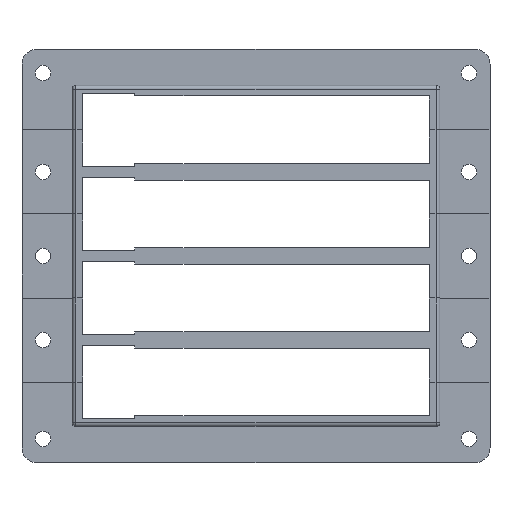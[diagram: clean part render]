
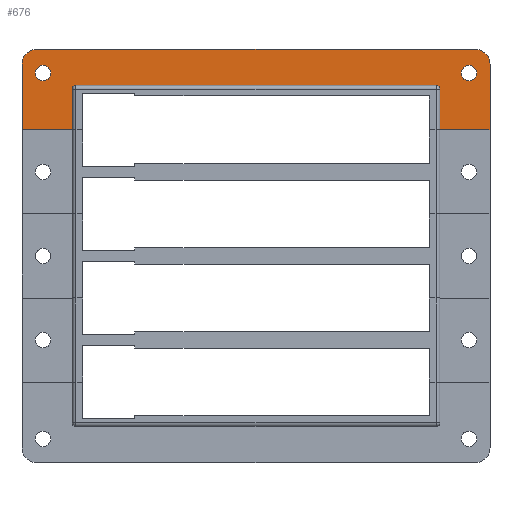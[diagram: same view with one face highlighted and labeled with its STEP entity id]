
A CAD part, top view. The second image highlights one B-rep face of the part: STEP entity #676.
In plain terms, the highlighted planar face has unit normal (0, 0, 1).
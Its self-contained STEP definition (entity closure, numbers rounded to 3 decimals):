
#103=(
BOUNDED_CURVE()
B_SPLINE_CURVE(3,(#9704,#9705,#9706,#9707),.UNSPECIFIED.,.F.,.F.)
B_SPLINE_CURVE_WITH_KNOTS((4,4),(0.,1.),.UNSPECIFIED.)
CURVE()
GEOMETRIC_REPRESENTATION_ITEM()
RATIONAL_B_SPLINE_CURVE((1.,0.805,0.805,1.))
REPRESENTATION_ITEM('')
);
#104=(
BOUNDED_CURVE()
B_SPLINE_CURVE(3,(#9717,#9718,#9719,#9720),.UNSPECIFIED.,.F.,.F.)
B_SPLINE_CURVE_WITH_KNOTS((4,4),(0.,1.),.UNSPECIFIED.)
CURVE()
GEOMETRIC_REPRESENTATION_ITEM()
RATIONAL_B_SPLINE_CURVE((1.,0.805,0.805,1.))
REPRESENTATION_ITEM('')
);
#266=FACE_BOUND('',#1646,.T.);
#267=FACE_BOUND('',#1647,.T.);
#268=FACE_BOUND('',#1648,.T.);
#415=CIRCLE('',#6807,4.25);
#417=CIRCLE('',#6810,4.25);
#432=CIRCLE('',#6877,8.);
#434=CIRCLE('',#6881,8.);
#441=CIRCLE('',#6898,4.25);
#443=CIRCLE('',#6901,4.25);
#676=ADVANCED_FACE('',(#266,#267,#268),#1005,.T.);
#1005=PLANE('',#6914);
#1646=EDGE_LOOP('',(#2570,#2571,#2572,#2573,#2574,#2575,#2576,#2577,#2578,
#2579,#2580,#2581));
#1647=EDGE_LOOP('',(#2582,#2583));
#1648=EDGE_LOOP('',(#2584,#2585));
#2570=ORIENTED_EDGE('',*,*,#4491,.T.);
#2571=ORIENTED_EDGE('',*,*,#4702,.F.);
#2572=ORIENTED_EDGE('',*,*,#4660,.T.);
#2573=ORIENTED_EDGE('',*,*,#4657,.T.);
#2574=ORIENTED_EDGE('',*,*,#4654,.T.);
#2575=ORIENTED_EDGE('',*,*,#4697,.T.);
#2576=ORIENTED_EDGE('',*,*,#4703,.T.);
#2577=ORIENTED_EDGE('',*,*,#4688,.T.);
#2578=ORIENTED_EDGE('',*,*,#4678,.T.);
#2579=ORIENTED_EDGE('',*,*,#4681,.T.);
#2580=ORIENTED_EDGE('',*,*,#4683,.T.);
#2581=ORIENTED_EDGE('',*,*,#4704,.T.);
#2582=ORIENTED_EDGE('',*,*,#4686,.T.);
#2583=ORIENTED_EDGE('',*,*,#4522,.T.);
#2584=ORIENTED_EDGE('',*,*,#4684,.T.);
#2585=ORIENTED_EDGE('',*,*,#4526,.T.);
#3845=VERTEX_POINT('',#9308);
#3846=VERTEX_POINT('',#9310);
#3874=VERTEX_POINT('',#9374);
#3875=VERTEX_POINT('',#9375);
#3878=VERTEX_POINT('',#9383);
#3879=VERTEX_POINT('',#9384);
#3965=VERTEX_POINT('',#9649);
#3966=VERTEX_POINT('',#9651);
#3968=VERTEX_POINT('',#9657);
#3970=VERTEX_POINT('',#9663);
#3980=VERTEX_POINT('',#9703);
#3981=VERTEX_POINT('',#9708);
#3982=VERTEX_POINT('',#9712);
#3983=VERTEX_POINT('',#9716);
#3984=VERTEX_POINT('',#9729);
#3989=VERTEX_POINT('',#9745);
#4491=EDGE_CURVE('',#3846,#3845,#5365,.T.);
#4522=EDGE_CURVE('',#3874,#3875,#415,.T.);
#4526=EDGE_CURVE('',#3878,#3879,#417,.T.);
#4654=EDGE_CURVE('',#3966,#3965,#432,.T.);
#4657=EDGE_CURVE('',#3968,#3966,#5507,.T.);
#4660=EDGE_CURVE('',#3970,#3968,#434,.T.);
#4678=EDGE_CURVE('',#3981,#3980,#103,.T.);
#4681=EDGE_CURVE('',#3980,#3982,#5520,.T.);
#4683=EDGE_CURVE('',#3982,#3983,#104,.T.);
#4684=EDGE_CURVE('',#3879,#3878,#441,.T.);
#4686=EDGE_CURVE('',#3875,#3874,#443,.T.);
#4688=EDGE_CURVE('',#3984,#3981,#5522,.T.);
#4697=EDGE_CURVE('',#3965,#3989,#5530,.T.);
#4702=EDGE_CURVE('',#3970,#3845,#5533,.T.);
#4703=EDGE_CURVE('',#3989,#3984,#5534,.T.);
#4704=EDGE_CURVE('',#3983,#3846,#5535,.T.);
#5365=LINE('',#9309,#6093);
#5507=LINE('',#9656,#6235);
#5520=LINE('',#9713,#6248);
#5522=LINE('',#9728,#6250);
#5530=LINE('',#9746,#6258);
#5533=LINE('',#9756,#6261);
#5534=LINE('',#9757,#6262);
#5535=LINE('',#9758,#6263);
#6093=VECTOR('',#7505,1.);
#6235=VECTOR('',#7813,1.);
#6248=VECTOR('',#7860,1.);
#6250=VECTOR('',#7878,1.);
#6258=VECTOR('',#7894,1.);
#6261=VECTOR('',#7909,1.);
#6262=VECTOR('',#7910,1.);
#6263=VECTOR('',#7911,1.);
#6807=AXIS2_PLACEMENT_3D('',#9373,#7552,#7553);
#6810=AXIS2_PLACEMENT_3D('',#9382,#7560,#7561);
#6877=AXIS2_PLACEMENT_3D('',#9650,#7807,#7808);
#6881=AXIS2_PLACEMENT_3D('',#9662,#7819,#7820);
#6898=AXIS2_PLACEMENT_3D('',#9722,#7866,#7867);
#6901=AXIS2_PLACEMENT_3D('',#9725,#7872,#7873);
#6914=AXIS2_PLACEMENT_3D('',#9759,#7912,#7913);
#7505=DIRECTION('',(1.,0.,0.));
#7552=DIRECTION('',(0.,0.,-1.));
#7553=DIRECTION('',(-1.,0.,0.));
#7560=DIRECTION('',(0.,0.,-1.));
#7561=DIRECTION('',(-1.,0.,0.));
#7807=DIRECTION('',(0.,0.,1.));
#7808=DIRECTION('',(-1.,0.,0.));
#7813=DIRECTION('',(-1.,0.,0.));
#7819=DIRECTION('',(0.,0.,1.));
#7820=DIRECTION('',(-1.,0.,0.));
#7860=DIRECTION('',(1.,0.,0.));
#7866=DIRECTION('',(0.,0.,-1.));
#7867=DIRECTION('',(-1.,0.,0.));
#7872=DIRECTION('',(0.,0.,-1.));
#7873=DIRECTION('',(-1.,0.,0.));
#7878=DIRECTION('',(0.,1.,0.));
#7894=DIRECTION('',(0.,-1.,0.));
#7909=DIRECTION('',(0.,-1.,0.));
#7910=DIRECTION('',(1.,0.,0.));
#7911=DIRECTION('',(0.,-1.,0.));
#7912=DIRECTION('',(0.,0.,1.));
#7913=DIRECTION('',(-1.,0.,0.));
#9308=CARTESIAN_POINT('',(118.,-23.,23.));
#9309=CARTESIAN_POINT('',(40.,-23.,23.));
#9310=CARTESIAN_POINT('',(90.587,-23.,23.));
#9373=CARTESIAN_POINT('',(-126.5,8.,23.));
#9374=CARTESIAN_POINT('',(-122.25,8.,23.));
#9375=CARTESIAN_POINT('',(-130.75,8.,23.));
#9382=CARTESIAN_POINT('',(106.5,8.,23.));
#9383=CARTESIAN_POINT('',(110.75,8.,23.));
#9384=CARTESIAN_POINT('',(102.25,8.,23.));
#9649=CARTESIAN_POINT('',(-138.,13.,23.));
#9650=CARTESIAN_POINT('',(-130.,13.,23.));
#9651=CARTESIAN_POINT('',(-130.,21.,23.));
#9656=CARTESIAN_POINT('',(70.238,21.,23.));
#9657=CARTESIAN_POINT('',(110.,21.,23.));
#9662=CARTESIAN_POINT('',(110.,13.,23.));
#9663=CARTESIAN_POINT('',(118.,13.,23.));
#9703=CARTESIAN_POINT('',(-108.587,1.337,23.));
#9704=CARTESIAN_POINT('',(-110.587,-0.663,23.));
#9705=CARTESIAN_POINT('',(-110.587,0.509,23.));
#9706=CARTESIAN_POINT('',(-109.759,1.337,23.));
#9707=CARTESIAN_POINT('',(-108.587,1.337,23.));
#9708=CARTESIAN_POINT('',(-110.587,-0.663,23.));
#9712=CARTESIAN_POINT('',(88.587,1.337,23.));
#9713=CARTESIAN_POINT('',(70.238,1.337,23.));
#9716=CARTESIAN_POINT('',(90.587,-0.663,23.));
#9717=CARTESIAN_POINT('',(88.587,1.337,23.));
#9718=CARTESIAN_POINT('',(89.759,1.337,23.));
#9719=CARTESIAN_POINT('',(90.587,0.509,23.));
#9720=CARTESIAN_POINT('',(90.587,-0.663,23.));
#9722=CARTESIAN_POINT('',(106.5,8.,23.));
#9725=CARTESIAN_POINT('',(-126.5,8.,23.));
#9728=CARTESIAN_POINT('',(-110.587,8.014,23.));
#9729=CARTESIAN_POINT('',(-110.587,-23.,23.));
#9745=CARTESIAN_POINT('',(-138.,-23.,23.));
#9746=CARTESIAN_POINT('',(-138.,8.014,23.));
#9756=CARTESIAN_POINT('',(118.,21.,23.));
#9757=CARTESIAN_POINT('',(0.,-23.,23.));
#9758=CARTESIAN_POINT('',(90.587,8.014,23.));
#9759=CARTESIAN_POINT('',(70.238,8.014,23.));
